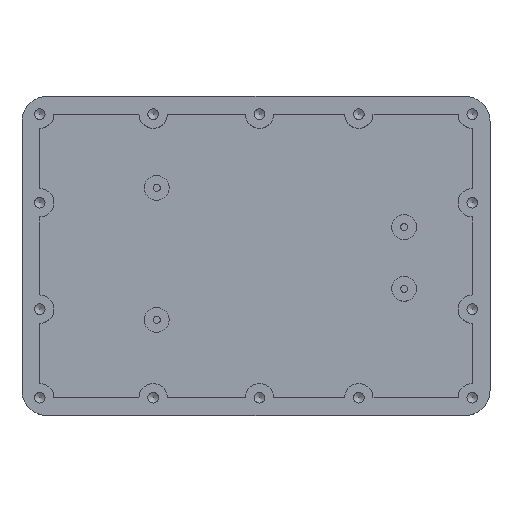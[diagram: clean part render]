
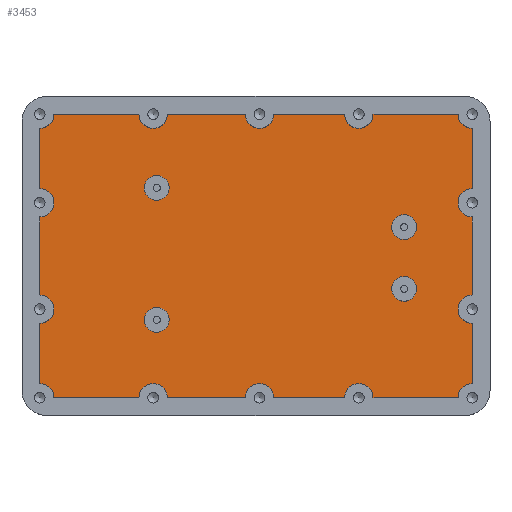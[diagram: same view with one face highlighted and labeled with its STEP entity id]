
A CAD part, top view. The second image highlights one B-rep face of the part: STEP entity #3453.
In plain terms, the highlighted planar face has unit normal (0, 0, 1).
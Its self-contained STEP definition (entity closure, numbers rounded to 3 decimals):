
#54=FACE_BOUND('',#401,.T.);
#55=FACE_BOUND('',#402,.T.);
#56=FACE_BOUND('',#403,.T.);
#57=FACE_BOUND('',#404,.T.);
#97=PLANE('',#3712);
#198=FACE_OUTER_BOUND('',#400,.T.);
#400=EDGE_LOOP('',(#2468,#2469,#2470,#2471,#2472,#2473,#2474,#2475,#2476,
#2477,#2478,#2479,#2480,#2481,#2482,#2483,#2484,#2485,#2486,#2487,#2488,
#2489,#2490,#2491,#2492,#2493,#2494,#2495));
#401=EDGE_LOOP('',(#2496));
#402=EDGE_LOOP('',(#2497));
#403=EDGE_LOOP('',(#2498));
#404=EDGE_LOOP('',(#2499));
#613=CIRCLE('',#3710,3.5);
#614=CIRCLE('',#3713,4.);
#615=CIRCLE('',#3714,4.);
#616=CIRCLE('',#3715,4.);
#617=CIRCLE('',#3716,4.);
#618=CIRCLE('',#3717,4.);
#619=CIRCLE('',#3718,4.);
#620=CIRCLE('',#3719,4.);
#621=CIRCLE('',#3720,4.);
#622=CIRCLE('',#3721,4.);
#623=CIRCLE('',#3722,4.);
#624=CIRCLE('',#3723,4.);
#625=CIRCLE('',#3724,4.);
#626=CIRCLE('',#3725,4.);
#627=CIRCLE('',#3726,4.);
#628=CIRCLE('',#3727,3.5);
#629=CIRCLE('',#3728,3.5);
#630=CIRCLE('',#3729,3.5);
#994=LINE('',#7967,#1176);
#995=LINE('',#7971,#1177);
#996=LINE('',#7975,#1178);
#997=LINE('',#7979,#1179);
#998=LINE('',#7983,#1180);
#999=LINE('',#7987,#1181);
#1000=LINE('',#7991,#1182);
#1001=LINE('',#7995,#1183);
#1002=LINE('',#7999,#1184);
#1003=LINE('',#8003,#1185);
#1004=LINE('',#8007,#1186);
#1005=LINE('',#8011,#1187);
#1006=LINE('',#8015,#1188);
#1007=LINE('',#8018,#1189);
#1176=VECTOR('',#4220,10.);
#1177=VECTOR('',#4223,10.);
#1178=VECTOR('',#4226,10.);
#1179=VECTOR('',#4229,10.);
#1180=VECTOR('',#4232,10.);
#1181=VECTOR('',#4235,10.);
#1182=VECTOR('',#4238,10.);
#1183=VECTOR('',#4241,10.);
#1184=VECTOR('',#4244,10.);
#1185=VECTOR('',#4247,10.);
#1186=VECTOR('',#4250,10.);
#1187=VECTOR('',#4253,10.);
#1188=VECTOR('',#4256,10.);
#1189=VECTOR('',#4259,10.);
#1509=VERTEX_POINT('',#7958);
#1510=VERTEX_POINT('',#7963);
#1511=VERTEX_POINT('',#7964);
#1512=VERTEX_POINT('',#7966);
#1513=VERTEX_POINT('',#7968);
#1514=VERTEX_POINT('',#7970);
#1515=VERTEX_POINT('',#7972);
#1516=VERTEX_POINT('',#7974);
#1517=VERTEX_POINT('',#7976);
#1518=VERTEX_POINT('',#7978);
#1519=VERTEX_POINT('',#7980);
#1520=VERTEX_POINT('',#7982);
#1521=VERTEX_POINT('',#7984);
#1522=VERTEX_POINT('',#7986);
#1523=VERTEX_POINT('',#7988);
#1524=VERTEX_POINT('',#7990);
#1525=VERTEX_POINT('',#7992);
#1526=VERTEX_POINT('',#7994);
#1527=VERTEX_POINT('',#7996);
#1528=VERTEX_POINT('',#7998);
#1529=VERTEX_POINT('',#8000);
#1530=VERTEX_POINT('',#8002);
#1531=VERTEX_POINT('',#8004);
#1532=VERTEX_POINT('',#8006);
#1533=VERTEX_POINT('',#8008);
#1534=VERTEX_POINT('',#8010);
#1535=VERTEX_POINT('',#8012);
#1536=VERTEX_POINT('',#8014);
#1537=VERTEX_POINT('',#8016);
#1538=VERTEX_POINT('',#8019);
#1539=VERTEX_POINT('',#8021);
#1540=VERTEX_POINT('',#8023);
#1899=EDGE_CURVE('',#1509,#1509,#613,.T.);
#1900=EDGE_CURVE('',#1510,#1511,#614,.T.);
#1901=EDGE_CURVE('',#1511,#1512,#994,.T.);
#1902=EDGE_CURVE('',#1512,#1513,#615,.T.);
#1903=EDGE_CURVE('',#1513,#1514,#995,.T.);
#1904=EDGE_CURVE('',#1514,#1515,#616,.T.);
#1905=EDGE_CURVE('',#1515,#1516,#996,.T.);
#1906=EDGE_CURVE('',#1516,#1517,#617,.T.);
#1907=EDGE_CURVE('',#1517,#1518,#997,.T.);
#1908=EDGE_CURVE('',#1518,#1519,#618,.T.);
#1909=EDGE_CURVE('',#1519,#1520,#998,.T.);
#1910=EDGE_CURVE('',#1520,#1521,#619,.T.);
#1911=EDGE_CURVE('',#1521,#1522,#999,.T.);
#1912=EDGE_CURVE('',#1522,#1523,#620,.T.);
#1913=EDGE_CURVE('',#1523,#1524,#1000,.T.);
#1914=EDGE_CURVE('',#1524,#1525,#621,.T.);
#1915=EDGE_CURVE('',#1525,#1526,#1001,.T.);
#1916=EDGE_CURVE('',#1526,#1527,#622,.T.);
#1917=EDGE_CURVE('',#1527,#1528,#1002,.T.);
#1918=EDGE_CURVE('',#1528,#1529,#623,.T.);
#1919=EDGE_CURVE('',#1529,#1530,#1003,.T.);
#1920=EDGE_CURVE('',#1530,#1531,#624,.T.);
#1921=EDGE_CURVE('',#1531,#1532,#1004,.T.);
#1922=EDGE_CURVE('',#1532,#1533,#625,.T.);
#1923=EDGE_CURVE('',#1533,#1534,#1005,.T.);
#1924=EDGE_CURVE('',#1534,#1535,#626,.T.);
#1925=EDGE_CURVE('',#1535,#1536,#1006,.T.);
#1926=EDGE_CURVE('',#1536,#1537,#627,.T.);
#1927=EDGE_CURVE('',#1537,#1510,#1007,.T.);
#1928=EDGE_CURVE('',#1538,#1538,#628,.T.);
#1929=EDGE_CURVE('',#1539,#1539,#629,.T.);
#1930=EDGE_CURVE('',#1540,#1540,#630,.T.);
#2468=ORIENTED_EDGE('',*,*,#1900,.T.);
#2469=ORIENTED_EDGE('',*,*,#1901,.T.);
#2470=ORIENTED_EDGE('',*,*,#1902,.T.);
#2471=ORIENTED_EDGE('',*,*,#1903,.T.);
#2472=ORIENTED_EDGE('',*,*,#1904,.T.);
#2473=ORIENTED_EDGE('',*,*,#1905,.T.);
#2474=ORIENTED_EDGE('',*,*,#1906,.T.);
#2475=ORIENTED_EDGE('',*,*,#1907,.T.);
#2476=ORIENTED_EDGE('',*,*,#1908,.T.);
#2477=ORIENTED_EDGE('',*,*,#1909,.T.);
#2478=ORIENTED_EDGE('',*,*,#1910,.T.);
#2479=ORIENTED_EDGE('',*,*,#1911,.T.);
#2480=ORIENTED_EDGE('',*,*,#1912,.T.);
#2481=ORIENTED_EDGE('',*,*,#1913,.T.);
#2482=ORIENTED_EDGE('',*,*,#1914,.T.);
#2483=ORIENTED_EDGE('',*,*,#1915,.T.);
#2484=ORIENTED_EDGE('',*,*,#1916,.T.);
#2485=ORIENTED_EDGE('',*,*,#1917,.T.);
#2486=ORIENTED_EDGE('',*,*,#1918,.T.);
#2487=ORIENTED_EDGE('',*,*,#1919,.T.);
#2488=ORIENTED_EDGE('',*,*,#1920,.T.);
#2489=ORIENTED_EDGE('',*,*,#1921,.T.);
#2490=ORIENTED_EDGE('',*,*,#1922,.T.);
#2491=ORIENTED_EDGE('',*,*,#1923,.T.);
#2492=ORIENTED_EDGE('',*,*,#1924,.T.);
#2493=ORIENTED_EDGE('',*,*,#1925,.T.);
#2494=ORIENTED_EDGE('',*,*,#1926,.T.);
#2495=ORIENTED_EDGE('',*,*,#1927,.T.);
#2496=ORIENTED_EDGE('',*,*,#1928,.T.);
#2497=ORIENTED_EDGE('',*,*,#1929,.T.);
#2498=ORIENTED_EDGE('',*,*,#1930,.T.);
#2499=ORIENTED_EDGE('',*,*,#1899,.T.);
#3453=ADVANCED_FACE('',(#198,#54,#55,#56,#57),#97,.T.);
#3710=AXIS2_PLACEMENT_3D('',#7960,#4212,#4213);
#3712=AXIS2_PLACEMENT_3D('',#7962,#4216,#4217);
#3713=AXIS2_PLACEMENT_3D('',#7965,#4218,#4219);
#3714=AXIS2_PLACEMENT_3D('',#7969,#4221,#4222);
#3715=AXIS2_PLACEMENT_3D('',#7973,#4224,#4225);
#3716=AXIS2_PLACEMENT_3D('',#7977,#4227,#4228);
#3717=AXIS2_PLACEMENT_3D('',#7981,#4230,#4231);
#3718=AXIS2_PLACEMENT_3D('',#7985,#4233,#4234);
#3719=AXIS2_PLACEMENT_3D('',#7989,#4236,#4237);
#3720=AXIS2_PLACEMENT_3D('',#7993,#4239,#4240);
#3721=AXIS2_PLACEMENT_3D('',#7997,#4242,#4243);
#3722=AXIS2_PLACEMENT_3D('',#8001,#4245,#4246);
#3723=AXIS2_PLACEMENT_3D('',#8005,#4248,#4249);
#3724=AXIS2_PLACEMENT_3D('',#8009,#4251,#4252);
#3725=AXIS2_PLACEMENT_3D('',#8013,#4254,#4255);
#3726=AXIS2_PLACEMENT_3D('',#8017,#4257,#4258);
#3727=AXIS2_PLACEMENT_3D('',#8020,#4260,#4261);
#3728=AXIS2_PLACEMENT_3D('',#8022,#4262,#4263);
#3729=AXIS2_PLACEMENT_3D('',#8024,#4264,#4265);
#4212=DIRECTION('center_axis',(0.,0.,-1.));
#4213=DIRECTION('ref_axis',(-1.,0.,0.));
#4216=DIRECTION('center_axis',(0.,0.,1.));
#4217=DIRECTION('ref_axis',(1.,0.,0.));
#4218=DIRECTION('center_axis',(0.,0.,-1.));
#4219=DIRECTION('ref_axis',(-1.,0.,0.));
#4220=DIRECTION('',(-1.,0.,0.));
#4221=DIRECTION('center_axis',(0.,0.,-1.));
#4222=DIRECTION('ref_axis',(-1.,0.,0.));
#4223=DIRECTION('',(-1.,0.,0.));
#4224=DIRECTION('center_axis',(0.,0.,-1.));
#4225=DIRECTION('ref_axis',(-1.,0.,0.));
#4226=DIRECTION('',(0.,-1.,0.));
#4227=DIRECTION('center_axis',(0.,0.,-1.));
#4228=DIRECTION('ref_axis',(-1.,0.,0.));
#4229=DIRECTION('',(0.,-1.,0.));
#4230=DIRECTION('center_axis',(0.,0.,-1.));
#4231=DIRECTION('ref_axis',(-1.,0.,0.));
#4232=DIRECTION('',(0.,-1.,0.));
#4233=DIRECTION('center_axis',(0.,0.,-1.));
#4234=DIRECTION('ref_axis',(-1.,0.,0.));
#4235=DIRECTION('',(1.,0.,0.));
#4236=DIRECTION('center_axis',(0.,0.,-1.));
#4237=DIRECTION('ref_axis',(-1.,0.,0.));
#4238=DIRECTION('',(1.,0.,0.));
#4239=DIRECTION('center_axis',(0.,0.,-1.));
#4240=DIRECTION('ref_axis',(-1.,0.,0.));
#4241=DIRECTION('',(1.,0.,0.));
#4242=DIRECTION('center_axis',(0.,0.,-1.));
#4243=DIRECTION('ref_axis',(-1.,0.,0.));
#4244=DIRECTION('',(1.,0.,0.));
#4245=DIRECTION('center_axis',(0.,0.,-1.));
#4246=DIRECTION('ref_axis',(-1.,0.,0.));
#4247=DIRECTION('',(0.,1.,0.));
#4248=DIRECTION('center_axis',(0.,0.,-1.));
#4249=DIRECTION('ref_axis',(-1.,0.,0.));
#4250=DIRECTION('',(0.,1.,0.));
#4251=DIRECTION('center_axis',(0.,0.,-1.));
#4252=DIRECTION('ref_axis',(-1.,0.,0.));
#4253=DIRECTION('',(0.,1.,0.));
#4254=DIRECTION('center_axis',(0.,0.,-1.));
#4255=DIRECTION('ref_axis',(-1.,0.,0.));
#4256=DIRECTION('',(-1.,0.,0.));
#4257=DIRECTION('center_axis',(0.,0.,-1.));
#4258=DIRECTION('ref_axis',(-1.,0.,0.));
#4259=DIRECTION('',(-1.,0.,0.));
#4260=DIRECTION('center_axis',(0.,0.,-1.));
#4261=DIRECTION('ref_axis',(-1.,0.,0.));
#4262=DIRECTION('center_axis',(0.,0.,-1.));
#4263=DIRECTION('ref_axis',(-1.,0.,0.));
#4264=DIRECTION('center_axis',(0.,0.,-1.));
#4265=DIRECTION('ref_axis',(-1.,0.,0.));
#7958=CARTESIAN_POINT('',(111.286,35.762,5.));
#7960=CARTESIAN_POINT('Origin',(107.786,35.762,5.));
#7962=CARTESIAN_POINT('Origin',(66.,45.,5.));
#7963=CARTESIAN_POINT('',(71.,85.,5.));
#7964=CARTESIAN_POINT('',(63.,85.,5.));
#7965=CARTESIAN_POINT('Origin',(67.,85.,5.));
#7966=CARTESIAN_POINT('',(41.,85.,5.));
#7967=CARTESIAN_POINT('',(35.5,85.,5.));
#7968=CARTESIAN_POINT('',(33.,85.,5.));
#7969=CARTESIAN_POINT('Origin',(37.,85.,5.));
#7970=CARTESIAN_POINT('',(9.,85.,5.));
#7971=CARTESIAN_POINT('',(35.5,85.,5.));
#7972=CARTESIAN_POINT('',(5.,81.,5.));
#7973=CARTESIAN_POINT('Origin',(5.,85.,5.));
#7974=CARTESIAN_POINT('',(5.,64.,5.));
#7975=CARTESIAN_POINT('',(5.,25.,5.));
#7976=CARTESIAN_POINT('',(5.,56.,5.));
#7977=CARTESIAN_POINT('Origin',(5.,60.,5.));
#7978=CARTESIAN_POINT('',(5.,34.,5.));
#7979=CARTESIAN_POINT('',(5.,25.,5.));
#7980=CARTESIAN_POINT('',(5.,26.,5.));
#7981=CARTESIAN_POINT('Origin',(5.,30.,5.));
#7982=CARTESIAN_POINT('',(5.,9.,5.));
#7983=CARTESIAN_POINT('',(5.,25.,5.));
#7984=CARTESIAN_POINT('',(9.,5.,5.));
#7985=CARTESIAN_POINT('Origin',(5.,5.,5.));
#7986=CARTESIAN_POINT('',(33.,5.,5.));
#7987=CARTESIAN_POINT('',(96.5,5.,5.));
#7988=CARTESIAN_POINT('',(41.,5.,5.));
#7989=CARTESIAN_POINT('Origin',(37.,5.,5.));
#7990=CARTESIAN_POINT('',(63.,5.,5.));
#7991=CARTESIAN_POINT('',(96.5,5.,5.));
#7992=CARTESIAN_POINT('',(71.,5.,5.));
#7993=CARTESIAN_POINT('Origin',(67.,5.,5.));
#7994=CARTESIAN_POINT('',(91.,5.,5.));
#7995=CARTESIAN_POINT('',(96.5,5.,5.));
#7996=CARTESIAN_POINT('',(99.,5.,5.));
#7997=CARTESIAN_POINT('Origin',(95.,5.,5.));
#7998=CARTESIAN_POINT('',(123.,5.,5.));
#7999=CARTESIAN_POINT('',(96.5,5.,5.));
#8000=CARTESIAN_POINT('',(127.,9.,5.));
#8001=CARTESIAN_POINT('Origin',(127.,5.,5.));
#8002=CARTESIAN_POINT('',(127.,26.,5.));
#8003=CARTESIAN_POINT('',(127.,65.,5.));
#8004=CARTESIAN_POINT('',(127.,34.,5.));
#8005=CARTESIAN_POINT('Origin',(127.,30.,5.));
#8006=CARTESIAN_POINT('',(127.,56.,5.));
#8007=CARTESIAN_POINT('',(127.,65.,5.));
#8008=CARTESIAN_POINT('',(127.,64.,5.));
#8009=CARTESIAN_POINT('Origin',(127.,60.,5.));
#8010=CARTESIAN_POINT('',(127.,81.,5.));
#8011=CARTESIAN_POINT('',(127.,65.,5.));
#8012=CARTESIAN_POINT('',(123.,85.,5.));
#8013=CARTESIAN_POINT('Origin',(127.,85.,5.));
#8014=CARTESIAN_POINT('',(99.,85.,5.));
#8015=CARTESIAN_POINT('',(35.5,85.,5.));
#8016=CARTESIAN_POINT('',(91.,85.,5.));
#8017=CARTESIAN_POINT('Origin',(95.,85.,5.));
#8018=CARTESIAN_POINT('',(35.5,85.,5.));
#8019=CARTESIAN_POINT('',(41.5,64.221,5.));
#8020=CARTESIAN_POINT('Origin',(38.,64.221,5.));
#8021=CARTESIAN_POINT('',(41.5,27.,5.));
#8022=CARTESIAN_POINT('Origin',(38.,27.,5.));
#8023=CARTESIAN_POINT('',(111.281,53.13,5.));
#8024=CARTESIAN_POINT('Origin',(107.781,53.13,5.));
